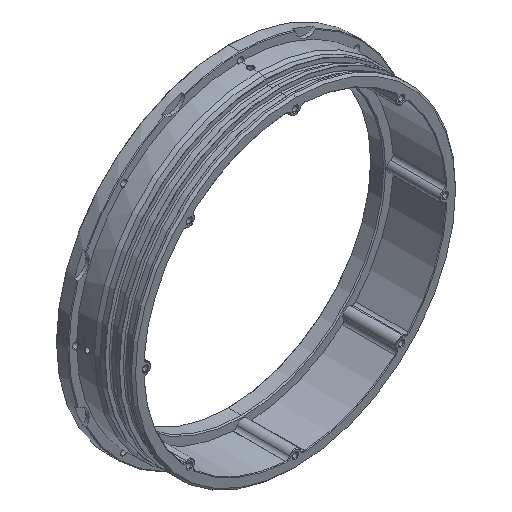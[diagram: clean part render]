
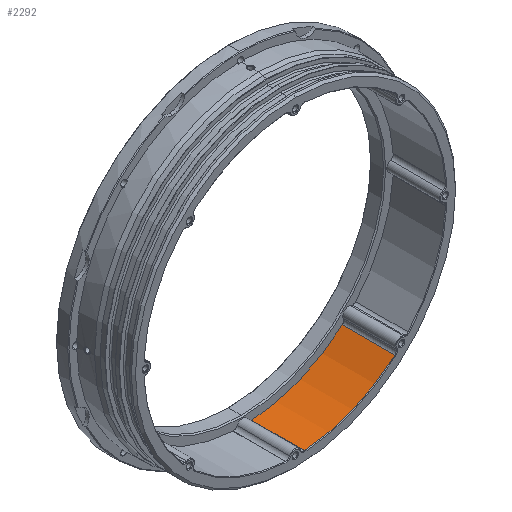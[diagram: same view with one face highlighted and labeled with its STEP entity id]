
A CAD part, isometric view. The second image highlights one B-rep face of the part: STEP entity #2292.
In plain terms, the highlighted cylindrical face has radius 72.5 mm (diameter 145 mm), a partial arc.
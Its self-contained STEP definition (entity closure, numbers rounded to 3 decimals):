
#62 = DIRECTION ( 'NONE',  ( 0., 0., -1. ) ) ;
#93 = DIRECTION ( 'NONE',  ( 0., 0., -1. ) ) ;
#537 = DIRECTION ( 'NONE',  ( 0., 1., 0. ) ) ;
#675 = LINE ( 'NONE', #2722, #2894 ) ;
#716 = CARTESIAN_POINT ( 'NONE',  ( 0., 25., 0. ) ) ;
#767 = EDGE_CURVE ( 'NONE', #8540, #4767, #675, .T. ) ;
#831 = DIRECTION ( 'NONE',  ( 0., 0., 1. ) ) ;
#1192 = CIRCLE ( 'NONE', #7837, 72.5 ) ;
#2111 = CARTESIAN_POINT ( 'NONE',  ( 47.962, -0.2, -54.369 ) ) ;
#2292 = ADVANCED_FACE ( 'NONE', ( #4574 ), #5346, .F. ) ;
#2338 = AXIS2_PLACEMENT_3D ( 'NONE', #716, #6011, #62 ) ;
#2636 = CARTESIAN_POINT ( 'NONE',  ( 4.53, 25., -72.358 ) ) ;
#2722 = CARTESIAN_POINT ( 'NONE',  ( 4.53, 25., -72.358 ) ) ;
#2894 = VECTOR ( 'NONE', #3295, 1000. ) ;
#2959 = AXIS2_PLACEMENT_3D ( 'NONE', #6654, #7349, #93 ) ;
#3295 = DIRECTION ( 'NONE',  ( 0., -1., 0. ) ) ;
#3406 = CARTESIAN_POINT ( 'NONE',  ( 4.53, -0.2, -72.358 ) ) ;
#3721 = VERTEX_POINT ( 'NONE', #2111 ) ;
#4018 = DIRECTION ( 'NONE',  ( 0., -1., 0. ) ) ;
#4106 = VECTOR ( 'NONE', #537, 1000. ) ;
#4449 = CARTESIAN_POINT ( 'NONE',  ( 47.962, 25., -54.369 ) ) ;
#4489 = LINE ( 'NONE', #4449, #4106 ) ;
#4574 = FACE_OUTER_BOUND ( 'NONE', #6416, .T. ) ;
#4767 = VERTEX_POINT ( 'NONE', #3406 ) ;
#5346 = CYLINDRICAL_SURFACE ( 'NONE', #2959, 72.5 ) ;
#5721 = ORIENTED_EDGE ( 'NONE', *, *, #767, .T. ) ;
#5919 = EDGE_CURVE ( 'NONE', #3721, #7191, #4489, .T. ) ;
#5987 = EDGE_CURVE ( 'NONE', #4767, #3721, #1192, .T. ) ;
#6011 = DIRECTION ( 'NONE',  ( 0., -1., 0. ) ) ;
#6076 = CIRCLE ( 'NONE', #2338, 72.5 ) ;
#6416 = EDGE_LOOP ( 'NONE', ( #5721, #8322, #7142, #7733 ) ) ;
#6562 = CARTESIAN_POINT ( 'NONE',  ( 47.962, 25., -54.369 ) ) ;
#6654 = CARTESIAN_POINT ( 'NONE',  ( 0., 25., 0. ) ) ;
#7142 = ORIENTED_EDGE ( 'NONE', *, *, #5919, .T. ) ;
#7191 = VERTEX_POINT ( 'NONE', #6562 ) ;
#7299 = CARTESIAN_POINT ( 'NONE',  ( 0., -0.2, 0. ) ) ;
#7349 = DIRECTION ( 'NONE',  ( 0., -1., 0. ) ) ;
#7733 = ORIENTED_EDGE ( 'NONE', *, *, #8074, .F. ) ;
#7837 = AXIS2_PLACEMENT_3D ( 'NONE', #7299, #4018, #831 ) ;
#8074 = EDGE_CURVE ( 'NONE', #8540, #7191, #6076, .T. ) ;
#8322 = ORIENTED_EDGE ( 'NONE', *, *, #5987, .T. ) ;
#8540 = VERTEX_POINT ( 'NONE', #2636 ) ;
